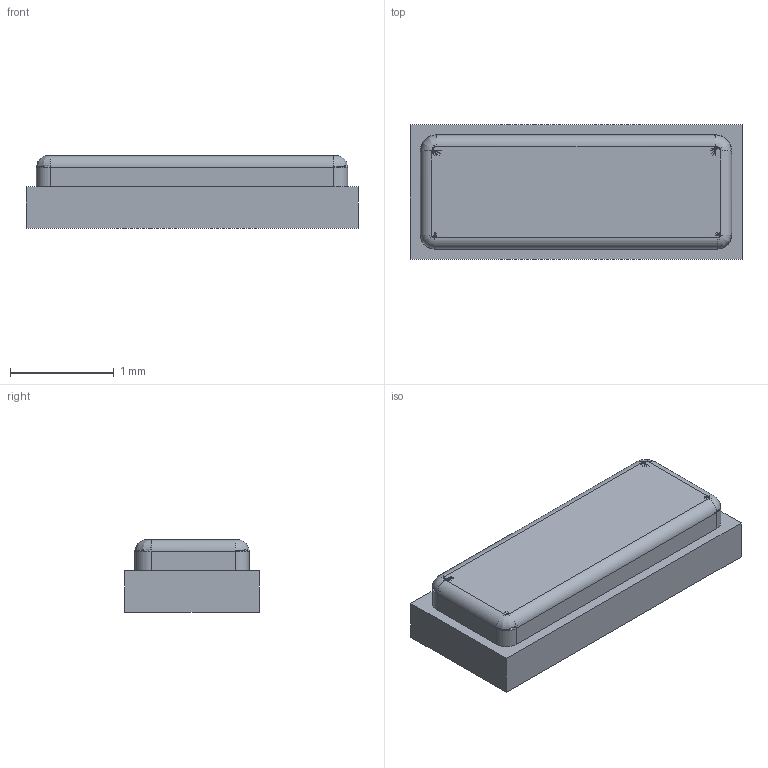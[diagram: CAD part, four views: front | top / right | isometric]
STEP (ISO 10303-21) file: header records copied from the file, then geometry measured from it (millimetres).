
FILE_DESCRIPTION(('FreeCAD Model'),'2;1');
FILE_NAME('Resonator_SMD_muRata_CSTxExxV-3Pin_3.0x1.1mm.step','2019-02-13T12:21:41' ,('kicad StepUp'),('ksu MCAD'),'Open CASCADE STEP processor 7.2', 'FreeCAD','Unknown');
FILE_SCHEMA(('AUTOMOTIVE_DESIGN { 1 0 10303 214 1 1 1 1 }'));
Length unit declared in the file: millimetre
Products named in the file (1): Resonator_SMD_muRata_CSTxExxV-3Pin_3.0x1.1mm
Bounding box: 3.2 x 1.3 x 0.7 mm (x, y, z)
Volume: 2.7 mm3; surface area: 14.4 mm2
Topology: 1 solids, 1 shells, 23 faces, 52 edges, 32 vertices
Faces by surface type: plane 11, cylinder 8, revolution 4
Entity records: 691 total; most frequent: CARTESIAN_POINT 136, DIRECTION 116, ORIENTED_EDGE 104, EDGE_CURVE 52, AXIS2_PLACEMENT_3D 40, VERTEX_POINT 32, LINE 32, VECTOR 32
